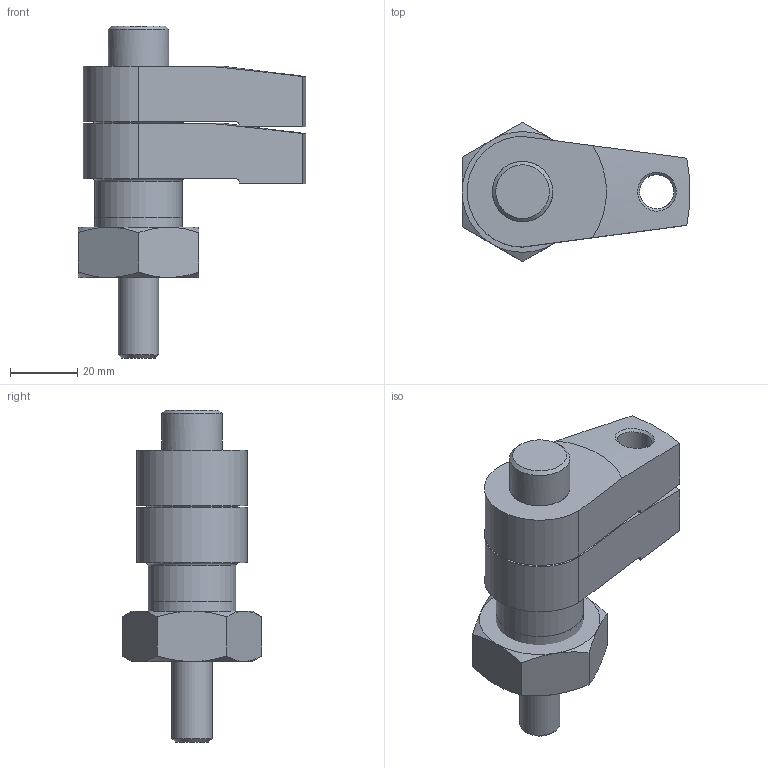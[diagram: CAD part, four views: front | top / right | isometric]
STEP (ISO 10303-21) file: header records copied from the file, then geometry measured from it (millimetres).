
FILE_DESCRIPTION( ( 'Unknown' ), '1' );
FILE_NAME( 'CP08-1245-36.stp', 'Unknown', ( 'Unknown' ), ( 'Unknown' ), 'XStep 1.0', 'Unknown', ' ' );
FILE_SCHEMA( ( 'CONFIG_CONTROL_DESIGN' ) );
Length unit declared in the file: millimetre
Products named in the file (3): Assem1; 1; 2
Bounding box: 67.89 x 41.57 x 99 mm (x, y, z)
Volume: 128514.5 mm3; surface area: 38659.2 mm2
Topology: 4 solids, 4 shells, 100 faces, 214 edges, 132 vertices
Faces by surface type: plane 38, cone 32, cylinder 18, torus 10, bspline 2
Full cylindrical faces by diameter (mm): 10.2 x2, 12 x2, 18 x4, 18.001 x2, 26 x2
Entity records: 1585 total; most frequent: CARTESIAN_POINT 482, DIRECTION 201, ORIENTED_EDGE 174, AXIS2_PLACEMENT_3D 90, EDGE_CURVE 87, EDGE_LOOP 72, FACE_OUTER_BOUND 62, VERTEX_POINT 61
